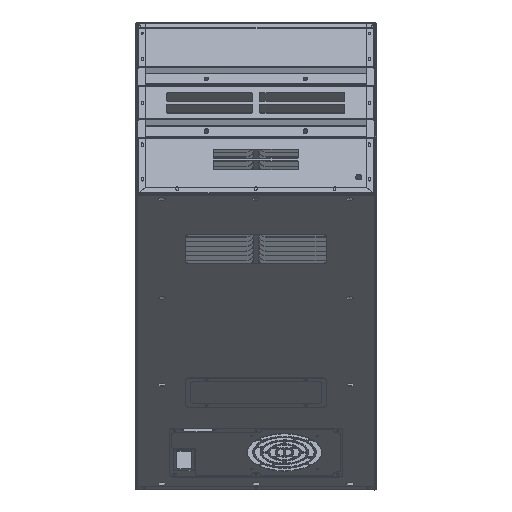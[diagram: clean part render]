
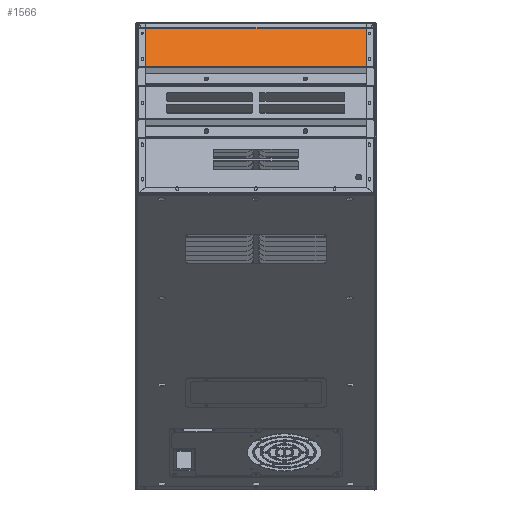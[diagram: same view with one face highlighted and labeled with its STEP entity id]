
A CAD part, front view. The second image highlights one B-rep face of the part: STEP entity #1566.
In plain terms, the highlighted face is planar.
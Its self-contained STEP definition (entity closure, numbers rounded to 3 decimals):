
#1566=ADVANCED_FACE('',(#36335,#36337,#36339,#36341,#36343),#36345,.F.);
#36335=FACE_BOUND('',#36336,.T.);
#36336=EDGE_LOOP('',(#67370,#67371,#67372,#67373,#67374,#67375));
#36337=FACE_BOUND('',#36338,.T.);
#36338=EDGE_LOOP('',(#67376));
#36339=FACE_BOUND('',#36340,.T.);
#36340=EDGE_LOOP('',(#67377,#67378,#67379,#67380));
#36341=FACE_BOUND('',#36342,.T.);
#36342=EDGE_LOOP('',(#67381));
#36343=FACE_BOUND('',#36344,.T.);
#36344=EDGE_LOOP('',(#67382,#67383,#67384,#67385));
#36345=PLANE('',#36346);
#36346=AXIS2_PLACEMENT_3D('',#36347,#36348,#36349);
#36347=CARTESIAN_POINT('',(12481.983,756.713,-83.474));
#36348=DIRECTION('',(0.,0.707,0.707));
#36349=DIRECTION('',(1.,0.,0.));
#67370=ORIENTED_EDGE('',*,*,#87177,.F.);
#67371=ORIENTED_EDGE('',*,*,#87195,.T.);
#67372=ORIENTED_EDGE('',*,*,#87182,.F.);
#67373=ORIENTED_EDGE('',*,*,#86865,.F.);
#67374=ORIENTED_EDGE('',*,*,#87151,.F.);
#67375=ORIENTED_EDGE('',*,*,#87148,.F.);
#67376=ORIENTED_EDGE('',*,*,#86859,.T.);
#67377=ORIENTED_EDGE('',*,*,#87175,.T.);
#67378=ORIENTED_EDGE('',*,*,#87172,.T.);
#67379=ORIENTED_EDGE('',*,*,#87169,.T.);
#67380=ORIENTED_EDGE('',*,*,#87166,.T.);
#67381=ORIENTED_EDGE('',*,*,#86861,.T.);
#67382=ORIENTED_EDGE('',*,*,#87163,.T.);
#67383=ORIENTED_EDGE('',*,*,#87160,.T.);
#67384=ORIENTED_EDGE('',*,*,#87157,.T.);
#67385=ORIENTED_EDGE('',*,*,#87154,.T.);
#86859=EDGE_CURVE('',#96930,#96930,#96931,.T.);
#86861=EDGE_CURVE('',#96934,#96934,#96935,.T.);
#86865=EDGE_CURVE('',#96941,#96936,#96943,.T.);
#87148=EDGE_CURVE('',#97404,#97391,#97405,.T.);
#87151=EDGE_CURVE('',#97391,#96941,#97409,.T.);
#87154=EDGE_CURVE('',#97415,#97413,#97416,.T.);
#87157=EDGE_CURVE('',#97420,#97415,#97421,.T.);
#87160=EDGE_CURVE('',#97425,#97420,#97426,.T.);
#87163=EDGE_CURVE('',#97413,#97425,#97429,.T.);
#87166=EDGE_CURVE('',#97435,#97433,#97436,.T.);
#87169=EDGE_CURVE('',#97440,#97435,#97441,.T.);
#87172=EDGE_CURVE('',#97445,#97440,#97446,.T.);
#87175=EDGE_CURVE('',#97433,#97445,#97449,.T.);
#87177=EDGE_CURVE('',#97450,#97404,#97453,.T.);
#87182=EDGE_CURVE('',#96936,#97458,#97460,.T.);
#87195=EDGE_CURVE('',#97450,#97458,#97481,.T.);
#96930=VERTEX_POINT('',#113267);
#96931=CIRCLE('',#113268,2.25);
#96934=VERTEX_POINT('',#113277);
#96935=CIRCLE('',#113278,2.25);
#96936=VERTEX_POINT('',#113282);
#96941=VERTEX_POINT('',#113292);
#96943=CIRCLE('',#113296,3.);
#97391=VERTEX_POINT('',#114741);
#97404=VERTEX_POINT('',#114849);
#97405=CIRCLE('',#114850,3.);
#97409=LINE('',#114862,#114863);
#97413=VERTEX_POINT('',#114871);
#97415=VERTEX_POINT('',#114875);
#97416=CIRCLE('',#114876,2.25);
#97420=VERTEX_POINT('',#114887);
#97421=LINE('',#114888,#114889);
#97425=VERTEX_POINT('',#114899);
#97426=CIRCLE('',#114900,2.25);
#97429=LINE('',#114910,#114911);
#97433=VERTEX_POINT('',#114919);
#97435=VERTEX_POINT('',#114923);
#97436=CIRCLE('',#114924,2.25);
#97440=VERTEX_POINT('',#114935);
#97441=LINE('',#114936,#114937);
#97445=VERTEX_POINT('',#114947);
#97446=CIRCLE('',#114948,2.25);
#97449=LINE('',#114958,#114959);
#97450=VERTEX_POINT('',#114961);
#97453=LINE('',#114965,#114966);
#97458=VERTEX_POINT('',#114978);
#97460=LINE('',#114981,#114982);
#97481=LINE('',#115086,#115087);
#113267=CARTESIAN_POINT('',(12479.118,484.409,188.831));
#113268=AXIS2_PLACEMENT_3D('',#113269,#113270,#113271);
#113269=CARTESIAN_POINT('',(12476.868,484.409,188.831));
#113270=DIRECTION('',(0.,0.707,0.707));
#113271=DIRECTION('',(-1.,0.,0.));
#113277=CARTESIAN_POINT('',(12020.298,484.409,188.831));
#113278=AXIS2_PLACEMENT_3D('',#113279,#113280,#113281);
#113279=CARTESIAN_POINT('',(12018.048,484.409,188.831));
#113280=DIRECTION('',(0.,0.707,0.707));
#113281=DIRECTION('',(-1.,0.,0.));
#113282=CARTESIAN_POINT('',(12484.928,470.434,202.805));
#113292=CARTESIAN_POINT('',(12483.023,468.439,204.801));
#113296=AXIS2_PLACEMENT_3D('',#113297,#113298,#113299);
#113297=CARTESIAN_POINT('',(12481.928,470.414,202.826));
#113298=DIRECTION('',(0.,0.707,0.707));
#113299=DIRECTION('',(0.365,-0.658,0.658));
#114741=CARTESIAN_POINT('',(12012.383,468.439,204.801));
#114849=CARTESIAN_POINT('',(12010.401,470.434,202.806));
#114850=AXIS2_PLACEMENT_3D('',#114851,#114852,#114853);
#114851=CARTESIAN_POINT('',(12013.401,470.434,202.806));
#114852=DIRECTION('',(0.,0.707,0.707));
#114853=DIRECTION('',(-1.,0.,0.));
#114862=CARTESIAN_POINT('',(12012.383,468.439,204.801));
#114863=VECTOR('',#114864,1.);
#114864=DIRECTION('',(1.,0.,0.));
#114871=CARTESIAN_POINT('',(12020.708,525.317,147.922));
#114875=CARTESIAN_POINT('',(12016.208,525.317,147.922));
#114876=AXIS2_PLACEMENT_3D('',#114877,#114878,#114879);
#114877=CARTESIAN_POINT('',(12018.458,525.317,147.922));
#114878=DIRECTION('',(0.,0.707,0.707));
#114879=DIRECTION('',(-1.,0.,0.));
#114887=CARTESIAN_POINT('',(12016.208,528.146,145.094));
#114888=CARTESIAN_POINT('',(12016.208,528.146,145.094));
#114889=VECTOR('',#114890,1.);
#114890=DIRECTION('',(0.,-0.707,0.707));
#114899=CARTESIAN_POINT('',(12020.708,528.146,145.094));
#114900=AXIS2_PLACEMENT_3D('',#114901,#114902,#114903);
#114901=CARTESIAN_POINT('',(12018.458,528.146,145.094));
#114902=DIRECTION('',(0.,0.707,0.707));
#114903=DIRECTION('',(1.,0.,0.));
#114910=CARTESIAN_POINT('',(12020.708,525.317,147.922));
#114911=VECTOR('',#114912,1.);
#114912=DIRECTION('',(0.,0.707,-0.707));
#114919=CARTESIAN_POINT('',(12478.708,525.317,147.922));
#114923=CARTESIAN_POINT('',(12474.208,525.317,147.922));
#114924=AXIS2_PLACEMENT_3D('',#114925,#114926,#114927);
#114925=CARTESIAN_POINT('',(12476.458,525.317,147.922));
#114926=DIRECTION('',(0.,0.707,0.707));
#114927=DIRECTION('',(-1.,0.,0.));
#114935=CARTESIAN_POINT('',(12474.208,528.146,145.094));
#114936=CARTESIAN_POINT('',(12474.208,528.146,145.094));
#114937=VECTOR('',#114938,1.);
#114938=DIRECTION('',(0.,-0.707,0.707));
#114947=CARTESIAN_POINT('',(12478.708,528.146,145.094));
#114948=AXIS2_PLACEMENT_3D('',#114949,#114950,#114951);
#114949=CARTESIAN_POINT('',(12476.458,528.146,145.094));
#114950=DIRECTION('',(0.,0.707,0.707));
#114951=DIRECTION('',(1.,0.,0.));
#114958=CARTESIAN_POINT('',(12478.708,525.317,147.922));
#114959=VECTOR('',#114960,1.);
#114960=DIRECTION('',(0.,0.707,-0.707));
#114961=CARTESIAN_POINT('',(12010.388,539.334,133.905));
#114965=CARTESIAN_POINT('',(12010.388,539.334,133.905));
#114966=VECTOR('',#114967,1.);
#114967=DIRECTION('',(0.,-0.707,0.707));
#114978=CARTESIAN_POINT('',(12484.941,539.334,133.905));
#114981=CARTESIAN_POINT('',(12484.928,470.434,202.805));
#114982=VECTOR('',#114983,1.);
#114983=DIRECTION('',(0.,0.707,-0.707));
#115086=CARTESIAN_POINT('',(12010.388,539.334,133.905));
#115087=VECTOR('',#115088,1.);
#115088=DIRECTION('',(1.,0.,0.));
